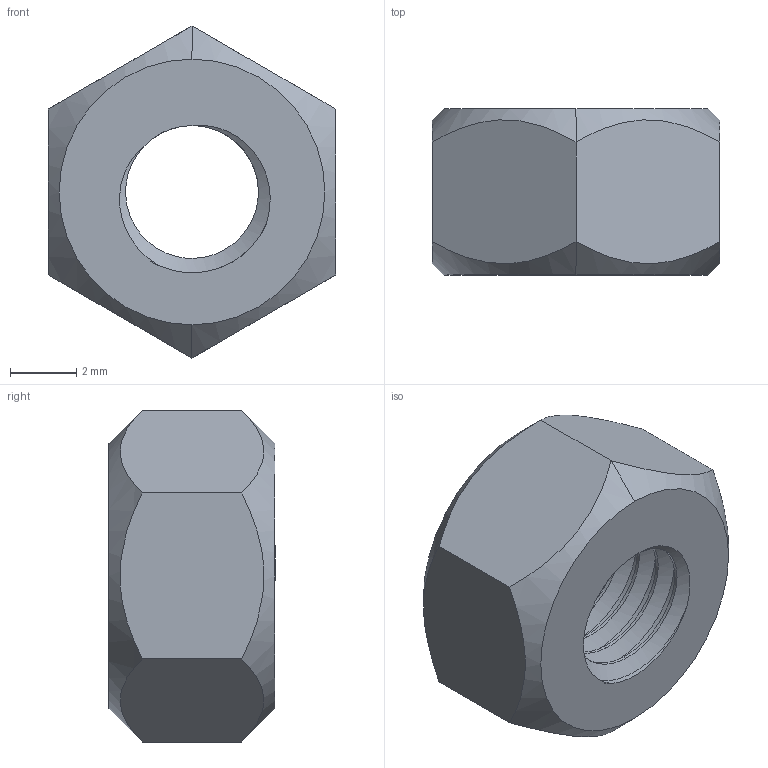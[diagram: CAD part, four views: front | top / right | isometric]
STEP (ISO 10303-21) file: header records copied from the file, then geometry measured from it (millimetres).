
FILE_DESCRIPTION (( 'STEP AP214' ), '1' );
FILE_NAME ('NUT.STEP', '2025-03-07T10:19:42', ( '' ), ( '' ), 'SwSTEP 2.0', 'SolidWorks 2023', '' );
FILE_SCHEMA (( 'AUTOMOTIVE_DESIGN' ));
Length unit declared in the file: millimetre
Products named in the file (1): NUT
Bounding box: 8.66 x 5 x 10 mm (x, y, z)
Volume: 236 mm3; surface area: 340.8 mm2
Topology: 1 solids, 1 shells, 29 faces, 76 edges, 49 vertices
Faces by surface type: cylinder 14, plane 8, cone 4, bspline 3
Entity records: 2609 total; most frequent: CARTESIAN_POINT 1996, ORIENTED_EDGE 152, DIRECTION 89, EDGE_CURVE 76, VERTEX_POINT 49, AXIS2_PLACEMENT_3D 33, EDGE_LOOP 31, ADVANCED_FACE 29
